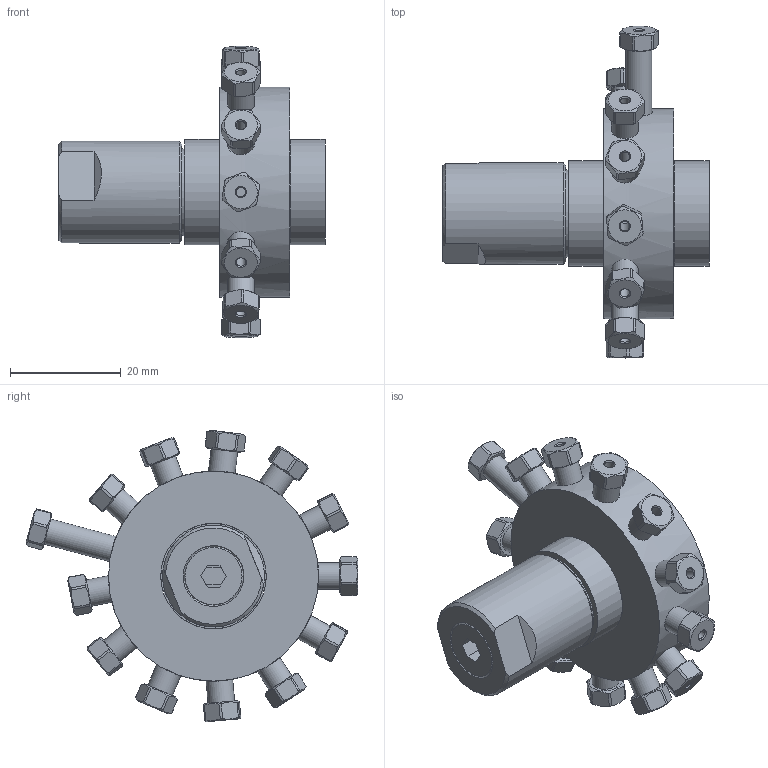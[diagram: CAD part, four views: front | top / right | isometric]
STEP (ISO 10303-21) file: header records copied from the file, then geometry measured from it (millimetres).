
FILE_DESCRIPTION((''),'2;1');
FILE_NAME('313459.stp','2013-11-07T14:35:19',('Franzp'),(''),'Autodesk Inventor 2013','Autodesk Inventor 2013','');
FILE_SCHEMA(('AUTOMOTIVE_DESIGN { 1 0 10303 214 1 1 1 1 }'));
Length unit declared in the file: millimetre
Products named in the file (1): 313459_Shrinkwrap_1
Bounding box: 48.12 x 59.99 x 52.68 mm (x, y, z)
Surface area: 10508.5 mm2 (no closed solid volume)
Topology: 0 solids, 28 shells, 300 faces, 825 edges, 565 vertices
Faces by surface type: plane 128, cylinder 113, cone 59
Full cylindrical faces by diameter (mm): 1.71 x1, 1.727 x12, 3.183 x1, 3.21 x1, 4.7 x1, 4.826 x12, 9.525 x1, 14.681 x1, 15.748 x1, 18.415 x1, 19.05 x2, 37.973 x1
Entity records: 9559 total; most frequent: CARTESIAN_POINT 2384, DIRECTION 1402, ORIENTED_EDGE 1279, EDGE_CURVE 682, AXIS2_PLACEMENT_3D 608, VERTEX_POINT 514, EDGE_LOOP 442, CIRCLE 305
